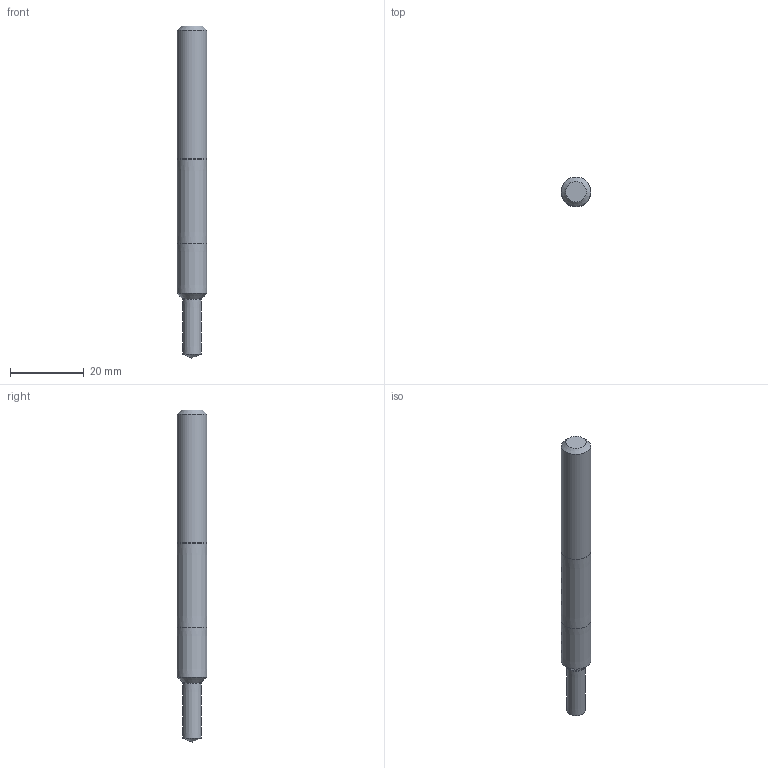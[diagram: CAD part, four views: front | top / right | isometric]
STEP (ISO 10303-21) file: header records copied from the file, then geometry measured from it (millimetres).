
FILE_DESCRIPTION(/* description */ (''),/* implementation_level */ '2;1');
FILE_NAME(/* name */ '6382_1_3d.stp',/* time_stamp */ '2019-07-11T23:16:56+02:00',/* author */ (''),/* organization */ ('SMS'),/* preprocessor_version */ 'ST-DEVELOPER v16.7',/* originating_system */ 'SIEMENS PLM Software NX 12.0',/* authorisation */ '');
FILE_SCHEMA (('AUTOMOTIVE_DESIGN { 1 0 10303 214 3 1 1 1 }'));
Length unit declared in the file: millimetre
Products named in the file (1): 6382_1_3D
Bounding box: 8 x 8 x 90 mm (x, y, z)
Volume: 3974.4 mm3; surface area: 2251.7 mm2
Topology: 2 solids, 2 shells, 15 faces, 28 edges, 19 vertices
Faces by surface type: cone 7, plane 4, torus 3, cylinder 1
Full cylindrical faces by diameter (mm): 8 x1
Entity records: 393 total; most frequent: CARTESIAN_POINT 76, DIRECTION 64, AXIS2_PLACEMENT_3D 32, EDGE_LOOP 26, ORIENTED_EDGE 26, FACE_BOUND 24, ADVANCED_FACE 15, VERTEX_POINT 14
